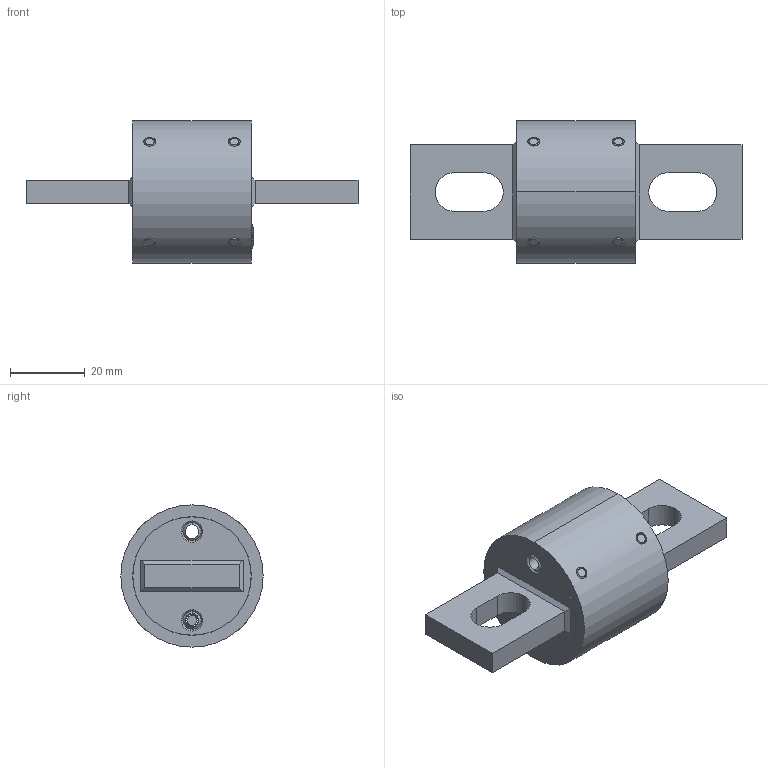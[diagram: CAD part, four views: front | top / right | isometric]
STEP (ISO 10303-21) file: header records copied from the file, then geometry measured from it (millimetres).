
FILE_DESCRIPTION (( 'STEP AP214' ), '1' );
FILE_NAME ('700644revA.STEP', '2015-09-04T17:53:18', ( '' ), ( '' ), 'SwSTEP 2.0', 'SolidWorks 2014', '' );
FILE_SCHEMA (( 'AUTOMOTIVE_DESIGN' ));
Length unit declared in the file: inch
Products named in the file (1): 700644revA
Bounding box: 88.9 x 38.1 x 38.1 mm (x, y, z)
Surface area: 14525.2 mm2 (no closed solid volume)
Topology: 0 solids, 16 shells, 109 faces, 344 edges, 250 vertices
Faces by surface type: cylinder 40, plane 35, cone 32, torus 2
Entity records: 6517 total; most frequent: CARTESIAN_POINT 1984, DIRECTION 656, ORIENTED_EDGE 562, EDGE_CURVE 344, AXIS2_PLACEMENT_3D 250, VERTEX_POINT 250, VECTOR 156, LINE 156
